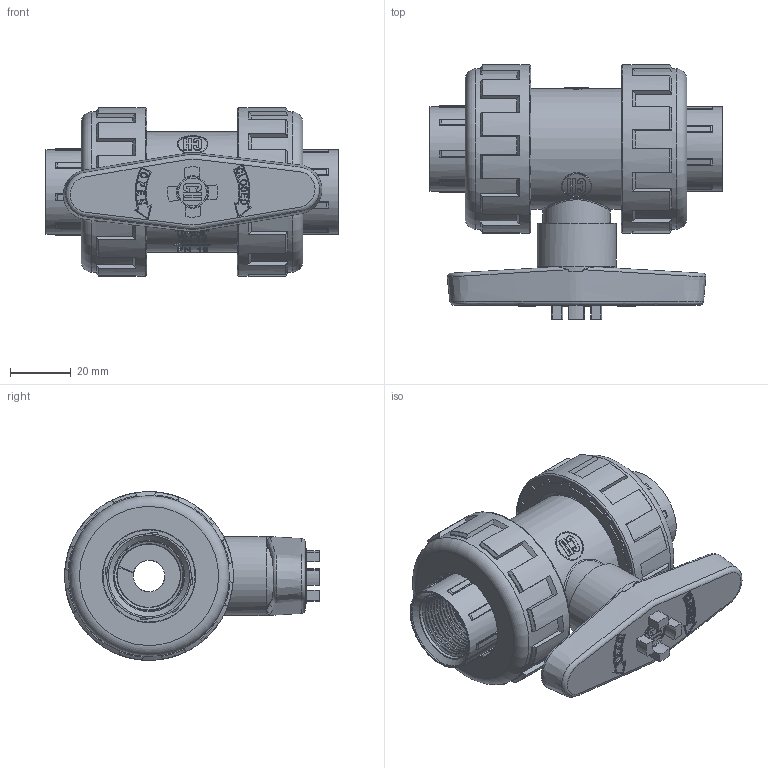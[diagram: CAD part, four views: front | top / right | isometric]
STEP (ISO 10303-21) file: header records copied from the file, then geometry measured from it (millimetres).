
FILE_DESCRIPTION( ( 'Unknown' ), '1' );
FILE_NAME( '1053016.stp', 'Unknown', ( 'Unknown' ), ( 'Unknown' ), 'PSStep 16.0.42', 'Unknown', ' ' );
FILE_SCHEMA( ( 'AUTOMOTIVE_DESIGN { 1 0 10303 214 1 1 1 1 }' ) );
Length unit declared in the file: millimetre
Products named in the file (6): Assem1; LLave de paso Export ø 20-25_Rev.2_1; Tuerca v_bola ø 20_1; manguito roscado ø16; manguito roscado ø16-oa0; Cuerpo valvula de bola ø 16-3_8_Rev.0
Assembly tree (6 placements, depth 2):
  Assem1
    LLave de paso Export ø 20-25_Rev.2_1
    Tuerca v_bola ø 20_1  x2
    manguito roscado ø16
    manguito roscado ø16-oa0
    Cuerpo valvula de bola ø 16-3_8_Rev.0
Bounding box: 95.99 x 83.7 x 55.45 mm (x, y, z)
Volume: 111519.5 mm3; surface area: 64086 mm2
Topology: 6 solids, 6 shells, 1486 faces, 3988 edges, 2581 vertices
Faces by surface type: plane 628, cylinder 382, extrusion 184, bspline 104, torus 89, cone 79, sphere 20
Full cylindrical faces by diameter (mm): 9.2 x1, 9.6 x1, 10 x2, 10.37 x2, 13.2 x1, 15 x1, 17.1 x1, 17.3 x1, 20.1 x1, 22 x1, 22.2 x1, 22.722 x2, 23.7 x1, 26 x1, 26.722 x2, 27.76 x2, 30.29 x2, 31 x1, 34.9 x2, 35 x6, 35.53 x2, 39.7 x1, 42.43 x6, 52.7 x2, 54.45 x2, 55.45 x2
Entity records: 79411 total; most frequent: CARTESIAN_POINT 37968, ORIENTED_EDGE 6798, DIRECTION 5672, EDGE_CURVE 3399, VERTEX_POINT 2233, AXIS2_PLACEMENT_3D 1994, VECTOR 1684, LINE 1500
